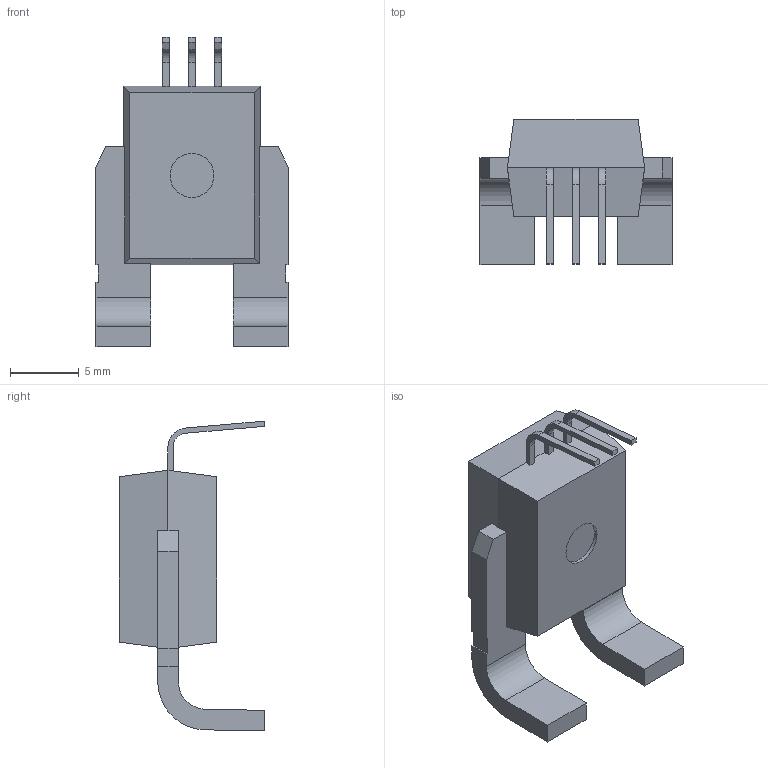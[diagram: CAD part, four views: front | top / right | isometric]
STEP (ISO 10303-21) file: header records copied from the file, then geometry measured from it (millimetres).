
FILE_DESCRIPTION (( 'STEP AP214' ), '1' );
FILE_NAME ('ACS758LCB-050U-PFF-T.STEP', '2025-07-10T14:05:21', ( 'LENOVO' ), ( '' ), 'SwSTEP 2.0', 'SolidWorks 2021', '' );
FILE_SCHEMA (( 'AUTOMOTIVE_DESIGN' ));
Length unit declared in the file: millimetre
Products named in the file (2): ACS758LCB-050U-PFF-T; ACS758LCB-050U-PFF-T_ACS758LCB-050U-PFF-T
Assembly tree (1 placements, depth 2):
  ACS758LCB-050U-PFF-T
    ACS758LCB-050U-PFF-T_ACS758LCB-050U-PFF-T
Bounding box: 14 x 10.6 x 22.59 mm (x, y, z)
Volume: 1033.4 mm3; surface area: 1111.2 mm2
Topology: 7 solids, 7 shells, 91 faces, 220 edges, 146 vertices
Faces by surface type: plane 73, cylinder 18
Entity records: 2754 total; most frequent: CARTESIAN_POINT 461, DIRECTION 446, ORIENTED_EDGE 440, EDGE_CURVE 220, VECTOR 184, LINE 184, VERTEX_POINT 146, AXIS2_PLACEMENT_3D 131
